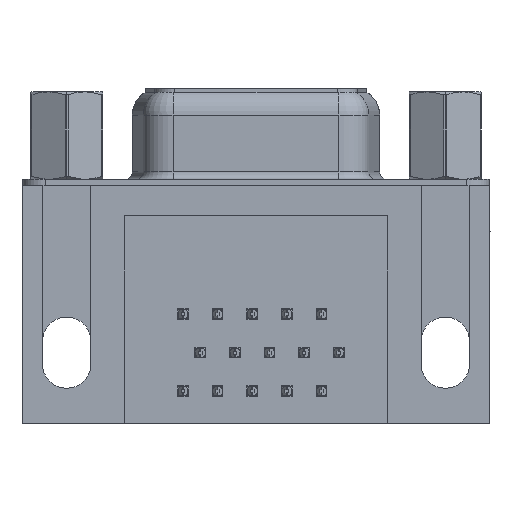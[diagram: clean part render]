
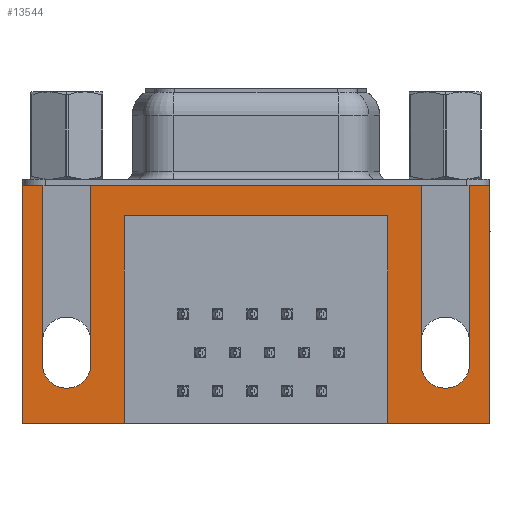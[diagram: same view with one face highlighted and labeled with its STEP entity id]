
A CAD part, front view. The second image highlights one B-rep face of the part: STEP entity #13544.
In plain terms, the highlighted planar face has unit normal (0, -1, 0).
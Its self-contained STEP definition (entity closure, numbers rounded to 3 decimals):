
#304 = VERTEX_POINT ( 'NONE', #8414 ) ;
#379 = LINE ( 'NONE', #15433, #35729 ) ;
#765 = VERTEX_POINT ( 'NONE', #23080 ) ;
#931 = CARTESIAN_POINT ( 'NONE',  ( 23.39, -6.275, 0. ) ) ;
#973 = EDGE_CURVE ( 'NONE', #4730, #5567, #29133, .T. ) ;
#994 = LINE ( 'NONE', #22930, #29777 ) ;
#1011 = EDGE_CURVE ( 'NONE', #24736, #3365, #35681, .T. ) ;
#1180 = VERTEX_POINT ( 'NONE', #24441 ) ;
#1527 = CARTESIAN_POINT ( 'NONE',  ( -2.91, -6.275, 0. ) ) ;
#1790 = AXIS2_PLACEMENT_3D ( 'NONE', #33441, #19499, #2848 ) ;
#1846 = CARTESIAN_POINT ( 'NONE',  ( -2.91, -6.275, 0. ) ) ;
#2105 = EDGE_CURVE ( 'NONE', #9428, #32576, #25478, .T. ) ;
#2376 = EDGE_CURVE ( 'NONE', #304, #16449, #33345, .T. ) ;
#2630 = DIRECTION ( 'NONE',  ( 0., -1., 0. ) ) ;
#2848 = DIRECTION ( 'NONE',  ( 0., 0., -1. ) ) ;
#2870 = CARTESIAN_POINT ( 'NONE',  ( 21.2, -6.275, -2. ) ) ;
#2911 = ORIENTED_EDGE ( 'NONE', *, *, #34563, .F. ) ;
#3365 = VERTEX_POINT ( 'NONE', #13186 ) ;
#3767 = EDGE_CURVE ( 'NONE', #22123, #765, #24959, .T. ) ;
#3924 = EDGE_CURVE ( 'NONE', #20744, #4730, #994, .T. ) ;
#3957 = EDGE_CURVE ( 'NONE', #7701, #24752, #7516, .T. ) ;
#4064 = DIRECTION ( 'NONE',  ( -1., 0., 0. ) ) ;
#4730 = VERTEX_POINT ( 'NONE', #1846 ) ;
#4805 = CARTESIAN_POINT ( 'NONE',  ( 27.9, -6.275, 0. ) ) ;
#4854 = DIRECTION ( 'NONE',  ( -1., 0., 0. ) ) ;
#5021 = PLANE ( 'NONE',  #1790 ) ;
#5168 = DIRECTION ( 'NONE',  ( 0., 0., 1. ) ) ;
#5380 = EDGE_CURVE ( 'NONE', #5567, #22123, #7946, .T. ) ;
#5428 = EDGE_CURVE ( 'NONE', #17704, #5940, #35002, .T. ) ;
#5513 = VECTOR ( 'NONE', #12173, 1000. ) ;
#5535 = DIRECTION ( 'NONE',  ( 0., 0., -1. ) ) ;
#5567 = VERTEX_POINT ( 'NONE', #6119 ) ;
#5940 = VERTEX_POINT ( 'NONE', #33657 ) ;
#6076 = ORIENTED_EDGE ( 'NONE', *, *, #5428, .F. ) ;
#6119 = CARTESIAN_POINT ( 'NONE',  ( -1.6, -6.275, 0. ) ) ;
#6183 = VECTOR ( 'NONE', #5535, 1000. ) ;
#6494 = ORIENTED_EDGE ( 'NONE', *, *, #2376, .F. ) ;
#6633 = VECTOR ( 'NONE', #17077, 1000. ) ;
#6722 = ORIENTED_EDGE ( 'NONE', *, *, #18348, .F. ) ;
#7516 = LINE ( 'NONE', #26727, #6633 ) ;
#7635 = CARTESIAN_POINT ( 'NONE',  ( -2.91, -6.275, -15.7 ) ) ;
#7701 = VERTEX_POINT ( 'NONE', #25314 ) ;
#7842 = VECTOR ( 'NONE', #33951, 1000. ) ;
#7895 = AXIS2_PLACEMENT_3D ( 'NONE', #22345, #22234, #22118 ) ;
#7946 = LINE ( 'NONE', #27744, #6183 ) ;
#8032 = ORIENTED_EDGE ( 'NONE', *, *, #21432, .F. ) ;
#8148 = ORIENTED_EDGE ( 'NONE', *, *, #11437, .F. ) ;
#8414 = CARTESIAN_POINT ( 'NONE',  ( 26.59, -6.275, -11.78 ) ) ;
#8689 = EDGE_CURVE ( 'NONE', #32576, #20744, #379, .T. ) ;
#9428 = VERTEX_POINT ( 'NONE', #35546 ) ;
#10628 = ORIENTED_EDGE ( 'NONE', *, *, #8689, .F. ) ;
#11175 = ORIENTED_EDGE ( 'NONE', *, *, #5380, .F. ) ;
#11437 = EDGE_CURVE ( 'NONE', #5940, #9428, #34694, .T. ) ;
#11447 = DIRECTION ( 'NONE',  ( 0., 0., -1. ) ) ;
#11582 = CARTESIAN_POINT ( 'NONE',  ( -2.91, -6.275, 0. ) ) ;
#11783 = CARTESIAN_POINT ( 'NONE',  ( -1.6, -6.275, -11.78 ) ) ;
#12173 = DIRECTION ( 'NONE',  ( 0., 0., 1. ) ) ;
#13186 = CARTESIAN_POINT ( 'NONE',  ( 23.39, -6.275, 0. ) ) ;
#13404 = VECTOR ( 'NONE', #21598, 1000. ) ;
#13544 = ADVANCED_FACE ( 'NONE', ( #31935 ), #5021, .T. ) ;
#14330 = ORIENTED_EDGE ( 'NONE', *, *, #14336, .F. ) ;
#14336 = EDGE_CURVE ( 'NONE', #7701, #17704, #33678, .T. ) ;
#14364 = LINE ( 'NONE', #11582, #7842 ) ;
#14508 = DIRECTION ( 'NONE',  ( 1., 0., 0. ) ) ;
#15433 = CARTESIAN_POINT ( 'NONE',  ( 27.9, -6.275, -15.7 ) ) ;
#15521 = CARTESIAN_POINT ( 'NONE',  ( 3.79, -6.275, -2. ) ) ;
#16449 = VERTEX_POINT ( 'NONE', #22371 ) ;
#16744 = ORIENTED_EDGE ( 'NONE', *, *, #3924, .F. ) ;
#16910 = EDGE_CURVE ( 'NONE', #1180, #304, #19156, .T. ) ;
#17077 = DIRECTION ( 'NONE',  ( 0., 0., 1. ) ) ;
#17451 = CARTESIAN_POINT ( 'NONE',  ( -2.91, -6.275, 0. ) ) ;
#17704 = VERTEX_POINT ( 'NONE', #33749 ) ;
#18185 = CARTESIAN_POINT ( 'NONE',  ( 26.59, -6.275, 0. ) ) ;
#18348 = EDGE_CURVE ( 'NONE', #3365, #1180, #27854, .T. ) ;
#18360 = DIRECTION ( 'NONE',  ( -1., 0., 0. ) ) ;
#18388 = ORIENTED_EDGE ( 'NONE', *, *, #2105, .F. ) ;
#19156 = CIRCLE ( 'NONE', #31504, 1.6 ) ;
#19260 = CARTESIAN_POINT ( 'NONE',  ( 24.99, -6.275, -11.78 ) ) ;
#19499 = DIRECTION ( 'NONE',  ( 0., -1., 0. ) ) ;
#19509 = VECTOR ( 'NONE', #31502, 1000. ) ;
#19522 = DIRECTION ( 'NONE',  ( 0., 0., 1. ) ) ;
#20104 = VECTOR ( 'NONE', #19522, 1000. ) ;
#20310 = LINE ( 'NONE', #20472, #5513 ) ;
#20472 = CARTESIAN_POINT ( 'NONE',  ( 1.6, -6.275, 0. ) ) ;
#20679 = VECTOR ( 'NONE', #4064, 1000. ) ;
#20744 = VERTEX_POINT ( 'NONE', #7635 ) ;
#20836 = ORIENTED_EDGE ( 'NONE', *, *, #973, .F. ) ;
#21086 = VECTOR ( 'NONE', #5168, 1000. ) ;
#21432 = EDGE_CURVE ( 'NONE', #16449, #24752, #14364, .T. ) ;
#21597 = ORIENTED_EDGE ( 'NONE', *, *, #3957, .T. ) ;
#21598 = DIRECTION ( 'NONE',  ( 1., 0., 0. ) ) ;
#21690 = VECTOR ( 'NONE', #14508, 1000. ) ;
#22099 = DIRECTION ( 'NONE',  ( -1., 0., 0. ) ) ;
#22118 = DIRECTION ( 'NONE',  ( 1., 0., 0. ) ) ;
#22123 = VERTEX_POINT ( 'NONE', #11783 ) ;
#22234 = DIRECTION ( 'NONE',  ( 0., -1., 0. ) ) ;
#22345 = CARTESIAN_POINT ( 'NONE',  ( 0., -6.275, -11.78 ) ) ;
#22371 = CARTESIAN_POINT ( 'NONE',  ( 26.59, -6.275, 0. ) ) ;
#22810 = DIRECTION ( 'NONE',  ( 0., 0., 1. ) ) ;
#22930 = CARTESIAN_POINT ( 'NONE',  ( -2.91, -6.275, -2.5 ) ) ;
#23080 = CARTESIAN_POINT ( 'NONE',  ( 1.6, -6.275, -11.78 ) ) ;
#24290 = CARTESIAN_POINT ( 'NONE',  ( 1.6, -6.275, 0. ) ) ;
#24441 = CARTESIAN_POINT ( 'NONE',  ( 23.39, -6.275, -11.78 ) ) ;
#24626 = CARTESIAN_POINT ( 'NONE',  ( 3.79, -6.275, -15.7 ) ) ;
#24736 = VERTEX_POINT ( 'NONE', #24290 ) ;
#24752 = VERTEX_POINT ( 'NONE', #4805 ) ;
#24959 = CIRCLE ( 'NONE', #7895, 1.6 ) ;
#25314 = CARTESIAN_POINT ( 'NONE',  ( 27.9, -6.275, -15.7 ) ) ;
#25478 = LINE ( 'NONE', #15521, #32029 ) ;
#26727 = CARTESIAN_POINT ( 'NONE',  ( 27.9, -6.275, -2.5 ) ) ;
#27744 = CARTESIAN_POINT ( 'NONE',  ( -1.6, -6.275, 0. ) ) ;
#27756 = ORIENTED_EDGE ( 'NONE', *, *, #16910, .F. ) ;
#27854 = LINE ( 'NONE', #931, #19509 ) ;
#28707 = ORIENTED_EDGE ( 'NONE', *, *, #1011, .F. ) ;
#29133 = LINE ( 'NONE', #17451, #21690 ) ;
#29777 = VECTOR ( 'NONE', #22810, 1000. ) ;
#30192 = VECTOR ( 'NONE', #4854, 1000. ) ;
#31502 = DIRECTION ( 'NONE',  ( 0., 0., -1. ) ) ;
#31504 = AXIS2_PLACEMENT_3D ( 'NONE', #19260, #2630, #22099 ) ;
#31848 = CARTESIAN_POINT ( 'NONE',  ( 3.79, -6.275, -2. ) ) ;
#31935 = FACE_OUTER_BOUND ( 'NONE', #34420, .T. ) ;
#32029 = VECTOR ( 'NONE', #11447, 1000. ) ;
#32576 = VERTEX_POINT ( 'NONE', #24626 ) ;
#33345 = LINE ( 'NONE', #18185, #21086 ) ;
#33441 = CARTESIAN_POINT ( 'NONE',  ( -2.91, -6.275, -2.5 ) ) ;
#33657 = CARTESIAN_POINT ( 'NONE',  ( 21.2, -6.275, -2. ) ) ;
#33678 = LINE ( 'NONE', #35449, #30192 ) ;
#33749 = CARTESIAN_POINT ( 'NONE',  ( 21.2, -6.275, -15.7 ) ) ;
#33951 = DIRECTION ( 'NONE',  ( 1., 0., 0. ) ) ;
#34420 = EDGE_LOOP ( 'NONE', ( #6494, #27756, #6722, #28707, #2911, #35501, #11175, #20836, #16744, #10628, #18388, #8148, #6076, #14330, #21597, #8032 ) ) ;
#34563 = EDGE_CURVE ( 'NONE', #765, #24736, #20310, .T. ) ;
#34694 = LINE ( 'NONE', #31848, #20679 ) ;
#35002 = LINE ( 'NONE', #2870, #20104 ) ;
#35449 = CARTESIAN_POINT ( 'NONE',  ( 27.9, -6.275, -15.7 ) ) ;
#35501 = ORIENTED_EDGE ( 'NONE', *, *, #3767, .F. ) ;
#35546 = CARTESIAN_POINT ( 'NONE',  ( 3.79, -6.275, -2. ) ) ;
#35681 = LINE ( 'NONE', #1527, #13404 ) ;
#35729 = VECTOR ( 'NONE', #18360, 1000. ) ;
